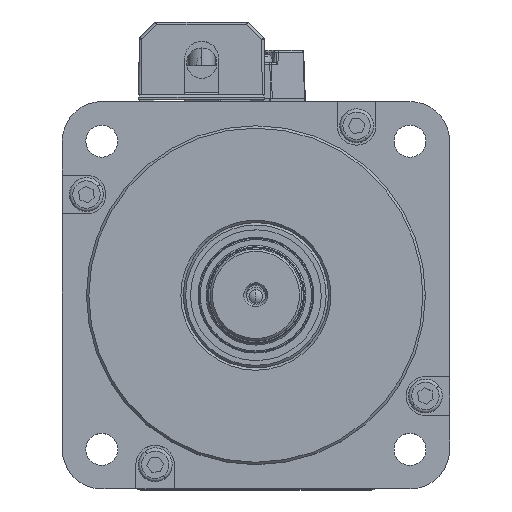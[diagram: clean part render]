
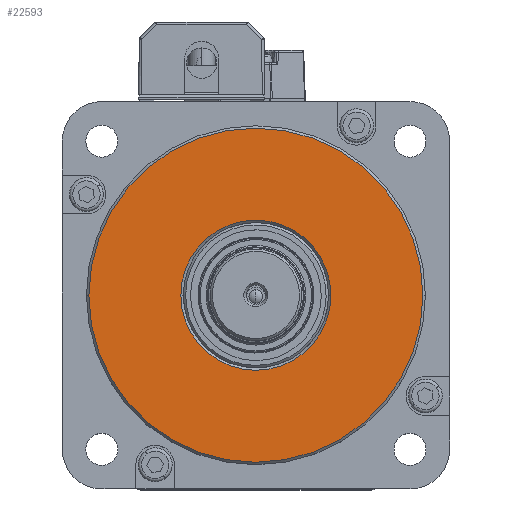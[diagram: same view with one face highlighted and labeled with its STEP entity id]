
A CAD part, top view. The second image highlights one B-rep face of the part: STEP entity #22593.
In plain terms, the highlighted planar face has unit normal (0, 0, 1).
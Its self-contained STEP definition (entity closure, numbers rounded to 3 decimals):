
#1036 = DIRECTION ( 'NONE',  ( 1., 0., 0. ) ) ;
#1504 = DIRECTION ( 'NONE',  ( 0., 0., 1. ) ) ;
#2570 = CARTESIAN_POINT ( 'NONE',  ( -41.14, -46.169, 139.3 ) ) ;
#3403 = AXIS2_PLACEMENT_3D ( 'NONE', #18164, #7338, #19957 ) ;
#3543 = CARTESIAN_POINT ( 'NONE',  ( 33.36, -6.169, 139.3 ) ) ;
#3812 = FACE_BOUND ( 'NONE', #23407, .T. ) ;
#4426 = PLANE ( 'NONE',  #22662 ) ;
#6290 = DIRECTION ( 'NONE',  ( 1., 0., 0. ) ) ;
#6351 = EDGE_LOOP ( 'NONE', ( #21077, #6358 ) ) ;
#6358 = ORIENTED_EDGE ( 'NONE', *, *, #18177, .T. ) ;
#7338 = DIRECTION ( 'NONE',  ( 0., 0., -1. ) ) ;
#7505 = AXIS2_PLACEMENT_3D ( 'NONE', #7589, #20186, #9455 ) ;
#7589 = CARTESIAN_POINT ( 'NONE',  ( -1.14, -6.169, 139.3 ) ) ;
#8297 = AXIS2_PLACEMENT_3D ( 'NONE', #22752, #12071, #1036 ) ;
#9455 = DIRECTION ( 'NONE',  ( 1., 0., 0. ) ) ;
#12071 = DIRECTION ( 'NONE',  ( 0., 0., -1. ) ) ;
#12529 = CARTESIAN_POINT ( 'NONE',  ( -1.14, -6.169, 139.3 ) ) ;
#12779 = VERTEX_POINT ( 'NONE', #18409 ) ;
#13037 = FACE_OUTER_BOUND ( 'NONE', #6351, .T. ) ;
#13809 = CIRCLE ( 'NONE', #7505, 34.5 ) ;
#14003 = CARTESIAN_POINT ( 'NONE',  ( -16.64, -6.169, 139.3 ) ) ;
#14367 = DIRECTION ( 'NONE',  ( 1., 0., 0. ) ) ;
#16065 = ORIENTED_EDGE ( 'NONE', *, *, #16359, .T. ) ;
#16359 = EDGE_CURVE ( 'NONE', #22144, #22019, #19272, .T. ) ;
#17173 = DIRECTION ( 'NONE',  ( 0., 0., 1. ) ) ;
#18164 = CARTESIAN_POINT ( 'NONE',  ( -1.14, -6.169, 139.3 ) ) ;
#18177 = EDGE_CURVE ( 'NONE', #20098, #12779, #13809, .T. ) ;
#18201 = CIRCLE ( 'NONE', #8297, 15.5 ) ;
#18409 = CARTESIAN_POINT ( 'NONE',  ( -35.64, -6.169, 139.3 ) ) ;
#18418 = EDGE_CURVE ( 'NONE', #22019, #22144, #18201, .T. ) ;
#18659 = AXIS2_PLACEMENT_3D ( 'NONE', #12529, #1504, #14367 ) ;
#19272 = CIRCLE ( 'NONE', #3403, 15.5 ) ;
#19652 = CARTESIAN_POINT ( 'NONE',  ( 14.36, -6.169, 139.3 ) ) ;
#19957 = DIRECTION ( 'NONE',  ( 1., 0., 0. ) ) ;
#20098 = VERTEX_POINT ( 'NONE', #3543 ) ;
#20186 = DIRECTION ( 'NONE',  ( 0., 0., 1. ) ) ;
#20369 = ORIENTED_EDGE ( 'NONE', *, *, #18418, .T. ) ;
#21077 = ORIENTED_EDGE ( 'NONE', *, *, #22863, .T. ) ;
#22019 = VERTEX_POINT ( 'NONE', #14003 ) ;
#22144 = VERTEX_POINT ( 'NONE', #19652 ) ;
#22593 = ADVANCED_FACE ( 'NONE', ( #3812, #13037 ), #4426, .T. ) ;
#22662 = AXIS2_PLACEMENT_3D ( 'NONE', #2570, #17173, #6290 ) ;
#22752 = CARTESIAN_POINT ( 'NONE',  ( -1.14, -6.169, 139.3 ) ) ;
#22762 = CIRCLE ( 'NONE', #18659, 34.5 ) ;
#22863 = EDGE_CURVE ( 'NONE', #12779, #20098, #22762, .T. ) ;
#23407 = EDGE_LOOP ( 'NONE', ( #16065, #20369 ) ) ;
